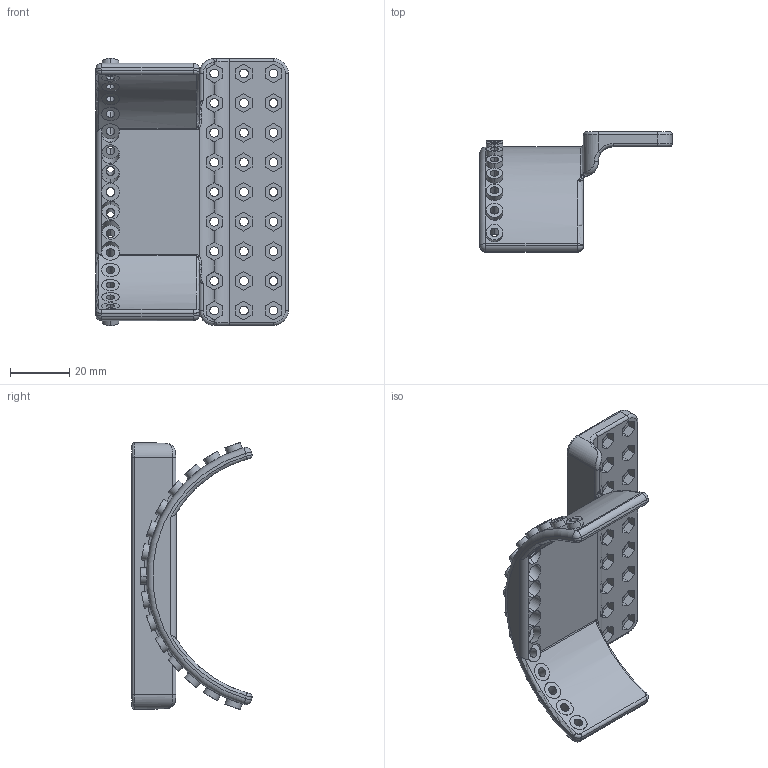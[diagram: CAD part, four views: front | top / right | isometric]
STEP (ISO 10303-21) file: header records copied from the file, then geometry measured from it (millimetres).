
FILE_DESCRIPTION (( 'STEP AP214' ), '1' );
FILE_NAME ('賑遠蛌諉R45.', '2024-10-13T07:13:09', ( '' ), ( '' ), 'SwSTEP 2.0', 'SolidWorks 2024', '' );
FILE_SCHEMA (( 'AUTOMOTIVE_DESIGN' ));
Length unit declared in the file: millimetre
Products named in the file (1): 滑环转接R45
Bounding box: 65 x 40.58 x 90.21 mm (x, y, z)
Volume: 35322.4 mm3; surface area: 20099 mm2
Topology: 1 solids, 1 shells, 467 faces, 1172 edges, 743 vertices
Faces by surface type: plane 233, cylinder 184, bspline 28, torus 16, sphere 6
Entity records: 16981 total; most frequent: CARTESIAN_POINT 5874, ORIENTED_EDGE 2332, DIRECTION 2204, EDGE_CURVE 1166, AXIS2_PLACEMENT_3D 772, VERTEX_POINT 742, LINE 660, VECTOR 660
